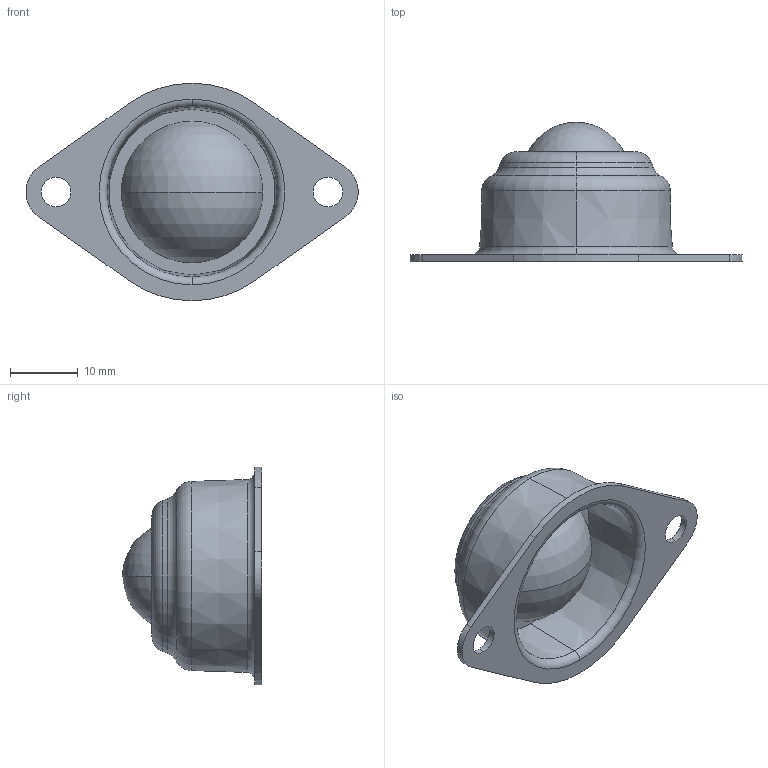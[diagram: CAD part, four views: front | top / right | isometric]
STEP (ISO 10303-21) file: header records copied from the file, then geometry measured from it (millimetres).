
FILE_DESCRIPTION (( 'STEP AP203' ), '1' );
FILE_NAME ('535052.STEP', '2015-02-03T16:42:57', ( 'Kyle' ), ( 'Microsoft' ), 'SwSTEP 2.0', 'SolidWorks 2014', '' );
FILE_SCHEMA (( 'CONFIG_CONTROL_DESIGN' ));
Length unit declared in the file: inch
Products named in the file (1): 535052
Bounding box: 49.06 x 20.57 x 32.16 mm (x, y, z)
Volume: 6710 mm3; surface area: 4190 mm2
Topology: 1 solids, 1 shells, 37 faces, 83 edges, 52 vertices
Faces by surface type: torus 10, cylinder 9, plane 8, cone 6, sphere 4
Entity records: 1140 total; most frequent: DIRECTION 215, CARTESIAN_POINT 173, ORIENTED_EDGE 166, AXIS2_PLACEMENT_3D 94, EDGE_CURVE 83, CIRCLE 56, VERTEX_POINT 52, EDGE_LOOP 45
